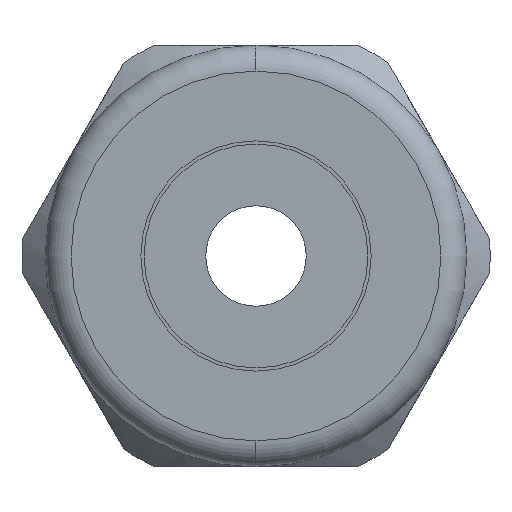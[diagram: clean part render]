
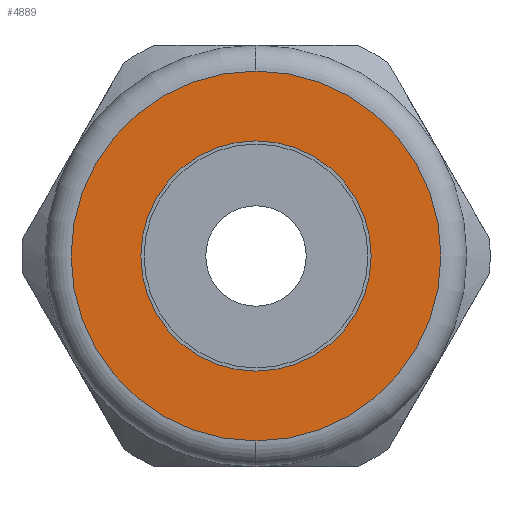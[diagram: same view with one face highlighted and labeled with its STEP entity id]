
A CAD part, left-side view. The second image highlights one B-rep face of the part: STEP entity #4889.
In plain terms, the highlighted planar face has unit normal (-1, 0, 0).
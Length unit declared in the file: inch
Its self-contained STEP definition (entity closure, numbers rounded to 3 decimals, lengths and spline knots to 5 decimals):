
#172 = VERTEX_POINT ( 'NONE', #836 ) ;
#173 = EDGE_CURVE ( 'NONE', #172, #182, #835, .T. ) ;
#182 = VERTEX_POINT ( 'NONE', #815 ) ;
#220 = EDGE_CURVE ( 'NONE', #221, #222, #926, .T. ) ;
#221 = VERTEX_POINT ( 'NONE', #922 ) ;
#222 = VERTEX_POINT ( 'NONE', #921 ) ;
#815 = CARTESIAN_POINT ( 'NONE',  ( -1.53, 0., -0.57 ) ) ;
#831 = DIRECTION ( 'NONE',  ( 0., 0., 1. ) ) ;
#832 = DIRECTION ( 'NONE',  ( -1., 0., 0. ) ) ;
#833 = CARTESIAN_POINT ( 'NONE',  ( -1.53, 0., 0. ) ) ;
#834 = AXIS2_PLACEMENT_3D ( 'NONE', #833, #832, #831 ) ;
#835 = CIRCLE ( 'NONE', #834, 0.57 ) ;
#836 = CARTESIAN_POINT ( 'NONE',  ( -1.53, 0., 0.57 ) ) ;
#921 = CARTESIAN_POINT ( 'NONE',  ( -1.53, 0., -0.355 ) ) ;
#922 = CARTESIAN_POINT ( 'NONE',  ( -1.53, 0., 0.355 ) ) ;
#923 = DIRECTION ( 'NONE',  ( 0., 0., -1. ) ) ;
#924 = DIRECTION ( 'NONE',  ( 1., 0., 0. ) ) ;
#925 = AXIS2_PLACEMENT_3D ( 'NONE', #931, #924, #923 ) ;
#926 = CIRCLE ( 'NONE', #925, 0.355 ) ;
#931 = CARTESIAN_POINT ( 'NONE',  ( -1.53, 0., 0. ) ) ;
#2942 = AXIS2_PLACEMENT_3D ( 'NONE', #3005, #3004, #3003 ) ;
#2943 = PLANE ( 'NONE',  #2942 ) ;
#2944 = FACE_BOUND ( 'NONE', #4894, .T. ) ;
#2945 = FACE_OUTER_BOUND ( 'NONE', #4890, .T. ) ;
#2993 = DIRECTION ( 'NONE',  ( 0., 0., -1. ) ) ;
#2994 = DIRECTION ( 'NONE',  ( 1., 0., 0. ) ) ;
#2995 = CARTESIAN_POINT ( 'NONE',  ( -1.53, 0., 0. ) ) ;
#2996 = AXIS2_PLACEMENT_3D ( 'NONE', #2995, #2994, #2993 ) ;
#2997 = CIRCLE ( 'NONE', #2996, 0.355 ) ;
#2998 = DIRECTION ( 'NONE',  ( 0., 0., 1. ) ) ;
#2999 = DIRECTION ( 'NONE',  ( -1., 0., 0. ) ) ;
#3000 = CARTESIAN_POINT ( 'NONE',  ( -1.53, 0., 0. ) ) ;
#3001 = AXIS2_PLACEMENT_3D ( 'NONE', #3000, #2999, #2998 ) ;
#3002 = CIRCLE ( 'NONE', #3001, 0.57 ) ;
#3003 = DIRECTION ( 'NONE',  ( 0., 0., 1. ) ) ;
#3004 = DIRECTION ( 'NONE',  ( -1., 0., 0. ) ) ;
#3005 = CARTESIAN_POINT ( 'NONE',  ( -1.53, 0.65, 0. ) ) ;
#4889 = ADVANCED_FACE ( 'NONE', ( #2945, #2944 ), #2943, .T. ) ;
#4890 = EDGE_LOOP ( 'NONE', ( #4891, #4892 ) ) ;
#4891 = ORIENTED_EDGE ( 'NONE', *, *, #173, .T. ) ;
#4892 = ORIENTED_EDGE ( 'NONE', *, *, #4893, .T. ) ;
#4893 = EDGE_CURVE ( 'NONE', #182, #172, #3002, .T. ) ;
#4894 = EDGE_LOOP ( 'NONE', ( #4895, #4897 ) ) ;
#4895 = ORIENTED_EDGE ( 'NONE', *, *, #4896, .T. ) ;
#4896 = EDGE_CURVE ( 'NONE', #222, #221, #2997, .T. ) ;
#4897 = ORIENTED_EDGE ( 'NONE', *, *, #220, .T. ) ;
